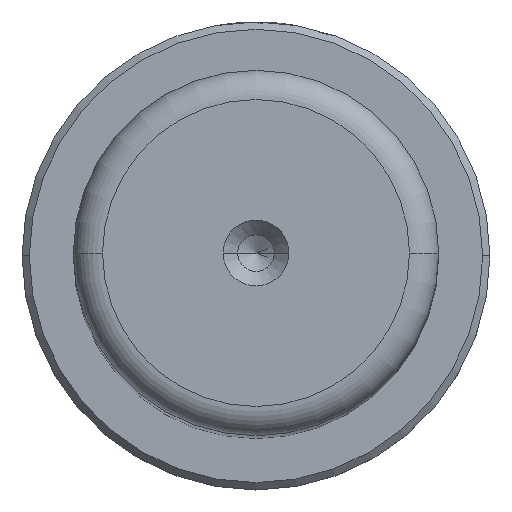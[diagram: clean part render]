
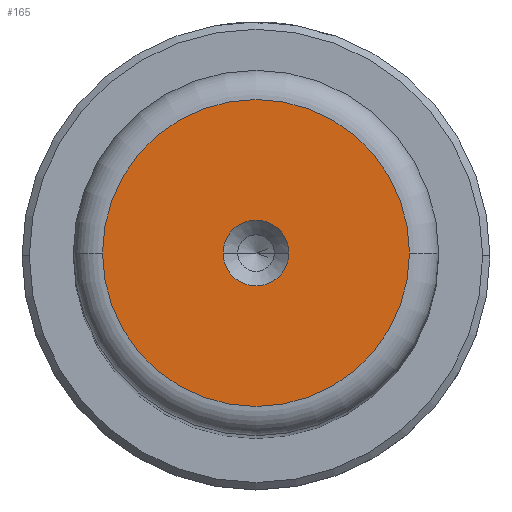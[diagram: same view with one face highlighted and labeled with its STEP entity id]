
A CAD part, top view. The second image highlights one B-rep face of the part: STEP entity #165.
In plain terms, the highlighted planar face has unit normal (0, 0, 1).
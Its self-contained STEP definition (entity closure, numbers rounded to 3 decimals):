
#100 = ORIENTED_EDGE ( 'NONE', *, *, #406, .T. ) ;
#133 = CIRCLE ( 'NONE', #1206, 2.25 ) ;
#165 = ADVANCED_FACE ( 'NONE', ( #2036, #1663 ), #219, .T. ) ;
#219 = PLANE ( 'NONE',  #992 ) ;
#282 = CIRCLE ( 'NONE', #547, 2.25 ) ;
#380 = CARTESIAN_POINT ( 'NONE',  ( 0., 0., 136. ) ) ;
#406 = EDGE_CURVE ( 'NONE', #456, #1366, #1168, .T. ) ;
#456 = VERTEX_POINT ( 'NONE', #1453 ) ;
#490 = ORIENTED_EDGE ( 'NONE', *, *, #1064, .F. ) ;
#533 = CARTESIAN_POINT ( 'NONE',  ( 0., 0., 136. ) ) ;
#541 = DIRECTION ( 'NONE',  ( 1., 0., 0. ) ) ;
#547 = AXIS2_PLACEMENT_3D ( 'NONE', #533, #1650, #701 ) ;
#600 = CARTESIAN_POINT ( 'NONE',  ( -2.25, 0., 136. ) ) ;
#608 = EDGE_CURVE ( 'NONE', #1366, #456, #1774, .T. ) ;
#636 = ORIENTED_EDGE ( 'NONE', *, *, #608, .T. ) ;
#638 = CARTESIAN_POINT ( 'NONE',  ( 0., 0., 136. ) ) ;
#701 = DIRECTION ( 'NONE',  ( 1., 0., 0. ) ) ;
#804 = DIRECTION ( 'NONE',  ( 1., 0., 0. ) ) ;
#865 = DIRECTION ( 'NONE',  ( 1., 0., 0. ) ) ;
#925 = DIRECTION ( 'NONE',  ( 0., 0., 1. ) ) ;
#992 = AXIS2_PLACEMENT_3D ( 'NONE', #1019, #1829, #865 ) ;
#1019 = CARTESIAN_POINT ( 'NONE',  ( 0., 0., 136. ) ) ;
#1064 = EDGE_CURVE ( 'NONE', #1213, #1080, #133, .T. ) ;
#1065 = EDGE_LOOP ( 'NONE', ( #1327, #490 ) ) ;
#1066 = AXIS2_PLACEMENT_3D ( 'NONE', #638, #1762, #804 ) ;
#1080 = VERTEX_POINT ( 'NONE', #1990 ) ;
#1168 = CIRCLE ( 'NONE', #1066, 10.495 ) ;
#1206 = AXIS2_PLACEMENT_3D ( 'NONE', #380, #1499, #541 ) ;
#1213 = VERTEX_POINT ( 'NONE', #600 ) ;
#1321 = CARTESIAN_POINT ( 'NONE',  ( 10.495, 0., 136. ) ) ;
#1327 = ORIENTED_EDGE ( 'NONE', *, *, #1721, .F. ) ;
#1366 = VERTEX_POINT ( 'NONE', #1321 ) ;
#1453 = CARTESIAN_POINT ( 'NONE',  ( -10.495, 0., 136. ) ) ;
#1499 = DIRECTION ( 'NONE',  ( 0., 0., 1. ) ) ;
#1642 = EDGE_LOOP ( 'NONE', ( #636, #100 ) ) ;
#1650 = DIRECTION ( 'NONE',  ( 0., 0., 1. ) ) ;
#1663 = FACE_OUTER_BOUND ( 'NONE', #1642, .T. ) ;
#1721 = EDGE_CURVE ( 'NONE', #1080, #1213, #282, .T. ) ;
#1762 = DIRECTION ( 'NONE',  ( 0., 0., 1. ) ) ;
#1774 = CIRCLE ( 'NONE', #2030, 10.495 ) ;
#1829 = DIRECTION ( 'NONE',  ( 0., 0., 1. ) ) ;
#1898 = CARTESIAN_POINT ( 'NONE',  ( 0., 0., 136. ) ) ;
#1990 = CARTESIAN_POINT ( 'NONE',  ( 2.25, 0., 136. ) ) ;
#2030 = AXIS2_PLACEMENT_3D ( 'NONE', #1898, #925, #2045 ) ;
#2036 = FACE_BOUND ( 'NONE', #1065, .T. ) ;
#2045 = DIRECTION ( 'NONE',  ( 1., 0., 0. ) ) ;
